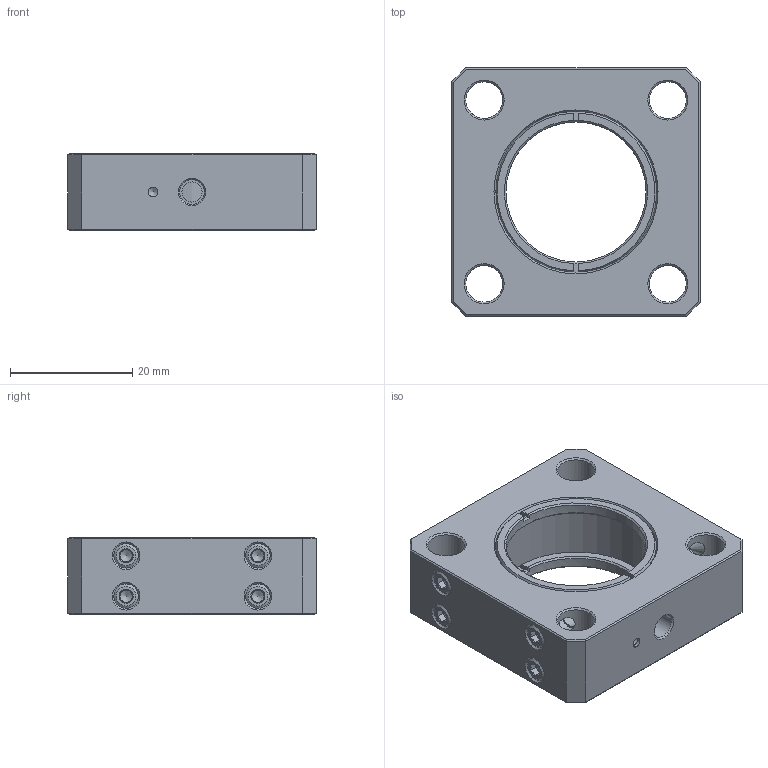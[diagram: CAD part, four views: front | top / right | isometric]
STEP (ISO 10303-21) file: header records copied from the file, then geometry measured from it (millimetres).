
FILE_DESCRIPTION(/* description */ (''),/* implementation_level */ '2;1');
FILE_NAME(/* name */ 'Structure - Cage Mount Mid(CP33T_M).step',/* time_stamp */ '2024-06-17T21:26:03-04:00',/* author */ (''),/* organization */ (''),/* preprocessor_version */ 'ST-DEVELOPER v20',/* originating_system */ 'Autodesk Translation Framework v12.20.1.177',/* authorisation */ '');
FILE_SCHEMA (('AUTOMOTIVE_DESIGN { 1 0 10303 214 3 1 1 }'));
Length unit declared in the file: inch
Products named in the file (1): Structure - Cage Mount Mid(CP33T_M)
Bounding box: 40.64 x 40.64 x 12.7 mm (x, y, z)
Volume: 12307.3 mm3; surface area: 8418 mm2
Topology: 11 solids, 11 shells, 596 faces, 1438 edges, 894 vertices
Faces by surface type: plane 327, cone 117, bspline 116, cylinder 36
Full cylindrical faces by diameter (mm): 1.587 x1, 3.3 x9, 4 x17, 6.02 x4, 22.911 x2, 26.289 x3
Entity records: 20254 total; most frequent: CARTESIAN_POINT 6579, ORIENTED_EDGE 2840, DIRECTION 2328, EDGE_CURVE 1420, VERTEX_POINT 894, LINE 866, VECTOR 866, AXIS2_PLACEMENT_3D 731
